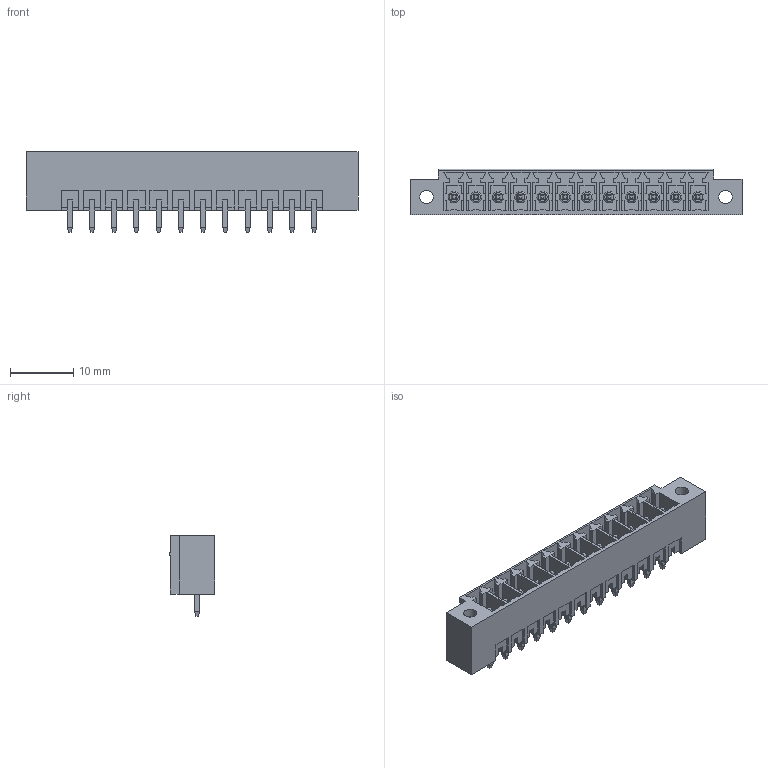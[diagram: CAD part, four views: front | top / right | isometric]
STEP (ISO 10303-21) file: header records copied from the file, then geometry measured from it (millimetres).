
FILE_DESCRIPTION( ( 'Unknown' ), '1' );
FILE_NAME( '691323100012.stp', 'Unknown', ( 'Unknown' ), ( 'Unknown' ), 'PSStep 18.0.17', 'Unknown', ' ' );
FILE_SCHEMA( ( 'AUTOMOTIVE_DESIGN { 1 0 10303 214 1 1 1 1 }' ) );
Length unit declared in the file: millimetre
Products named in the file (4): Assem1; 6913231000xx_PIN; 6913231000xx_INSERT; 691323100012
Assembly tree (15 placements, depth 2):
  Assem1
    6913231000xx_PIN  x12
    6913231000xx_INSERT  x2
    691323100012
Bounding box: 52.3 x 7.2 x 12.7 mm (x, y, z)
Volume: 1613.4 mm3; surface area: 5056.2 mm2
Topology: 15 solids, 15 shells, 710 faces, 1877 edges, 1211 vertices
Faces by surface type: plane 665, cylinder 29, torus 16
Full cylindrical faces by diameter (mm): 1.8 x12, 2.121 x4
Entity records: 21854 total; most frequent: CARTESIAN_POINT 3317, ORIENTED_EDGE 3000, DIRECTION 2680, EDGE_CURVE 1500, LINE 1418, VECTOR 1418, VERTEX_POINT 1004, AXIS2_PLACEMENT_3D 631
